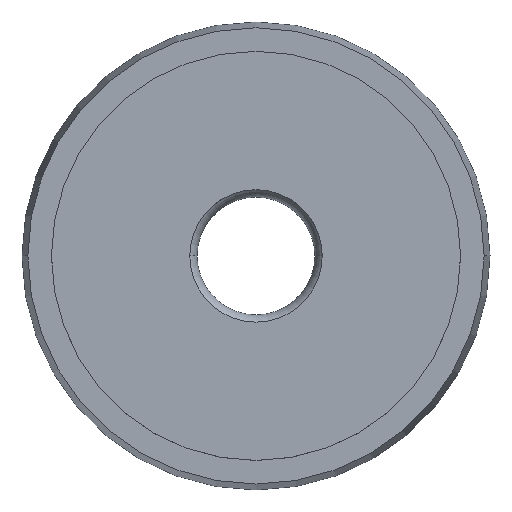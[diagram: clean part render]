
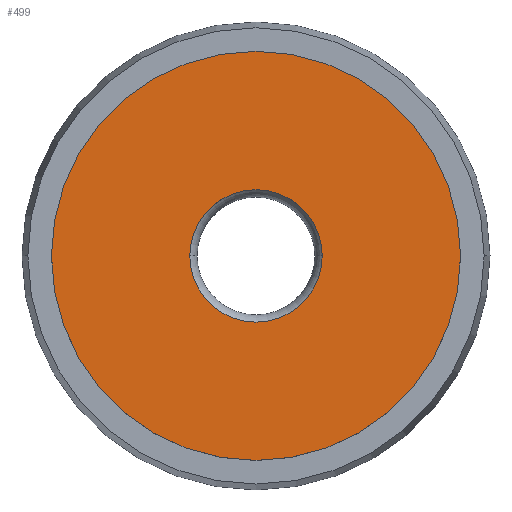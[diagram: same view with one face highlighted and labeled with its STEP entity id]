
A CAD part, top view. The second image highlights one B-rep face of the part: STEP entity #499.
In plain terms, the highlighted planar face has unit normal (0, 0, 1).
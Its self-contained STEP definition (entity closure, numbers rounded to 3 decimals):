
#2 = CIRCLE ( 'NONE', #129, 2.25 ) ;
#27 = CIRCLE ( 'NONE', #393, 6.95 ) ;
#39 = DIRECTION ( 'NONE',  ( 0., 0., 1. ) ) ;
#40 = CARTESIAN_POINT ( 'NONE',  ( 2.25, 0., 0. ) ) ;
#42 = DIRECTION ( 'NONE',  ( 1., 0., 0. ) ) ;
#49 = PLANE ( 'NONE',  #133 ) ;
#65 = CARTESIAN_POINT ( 'NONE',  ( 6.95, 0., 0. ) ) ;
#66 = ORIENTED_EDGE ( 'NONE', *, *, #165, .F. ) ;
#80 = CIRCLE ( 'NONE', #442, 2.25 ) ;
#97 = DIRECTION ( 'NONE',  ( 0., 0., 1. ) ) ;
#129 = AXIS2_PLACEMENT_3D ( 'NONE', #447, #173, #313 ) ;
#133 = AXIS2_PLACEMENT_3D ( 'NONE', #386, #295, #485 ) ;
#165 = EDGE_CURVE ( 'NONE', #218, #345, #80, .T. ) ;
#169 = EDGE_CURVE ( 'NONE', #563, #569, #27, .T. ) ;
#171 = ORIENTED_EDGE ( 'NONE', *, *, #169, .T. ) ;
#173 = DIRECTION ( 'NONE',  ( 0., 0., 1. ) ) ;
#206 = CARTESIAN_POINT ( 'NONE',  ( 0., 0., 0. ) ) ;
#218 = VERTEX_POINT ( 'NONE', #40 ) ;
#247 = FACE_BOUND ( 'NONE', #630, .T. ) ;
#264 = DIRECTION ( 'NONE',  ( 1., 0., 0. ) ) ;
#282 = ORIENTED_EDGE ( 'NONE', *, *, #392, .F. ) ;
#295 = DIRECTION ( 'NONE',  ( 0., 0., -1. ) ) ;
#298 = EDGE_CURVE ( 'NONE', #569, #563, #330, .T. ) ;
#313 = DIRECTION ( 'NONE',  ( 1., 0., 0. ) ) ;
#330 = CIRCLE ( 'NONE', #479, 6.95 ) ;
#344 = CARTESIAN_POINT ( 'NONE',  ( -6.95, 0., 0. ) ) ;
#345 = VERTEX_POINT ( 'NONE', #385 ) ;
#385 = CARTESIAN_POINT ( 'NONE',  ( -2.25, 0., 0. ) ) ;
#386 = CARTESIAN_POINT ( 'NONE',  ( 0., 0., 0. ) ) ;
#392 = EDGE_CURVE ( 'NONE', #345, #218, #2, .T. ) ;
#393 = AXIS2_PLACEMENT_3D ( 'NONE', #427, #97, #480 ) ;
#427 = CARTESIAN_POINT ( 'NONE',  ( 0., 0., 0. ) ) ;
#442 = AXIS2_PLACEMENT_3D ( 'NONE', #635, #504, #264 ) ;
#447 = CARTESIAN_POINT ( 'NONE',  ( 0., 0., 0. ) ) ;
#448 = ORIENTED_EDGE ( 'NONE', *, *, #298, .T. ) ;
#479 = AXIS2_PLACEMENT_3D ( 'NONE', #206, #39, #42 ) ;
#480 = DIRECTION ( 'NONE',  ( 1., 0., 0. ) ) ;
#483 = FACE_OUTER_BOUND ( 'NONE', #487, .T. ) ;
#485 = DIRECTION ( 'NONE',  ( -1., 0., 0. ) ) ;
#487 = EDGE_LOOP ( 'NONE', ( #448, #171 ) ) ;
#499 = ADVANCED_FACE ( 'NONE', ( #247, #483 ), #49, .F. ) ;
#504 = DIRECTION ( 'NONE',  ( 0., 0., 1. ) ) ;
#563 = VERTEX_POINT ( 'NONE', #344 ) ;
#569 = VERTEX_POINT ( 'NONE', #65 ) ;
#630 = EDGE_LOOP ( 'NONE', ( #66, #282 ) ) ;
#635 = CARTESIAN_POINT ( 'NONE',  ( 0., 0., 0. ) ) ;
